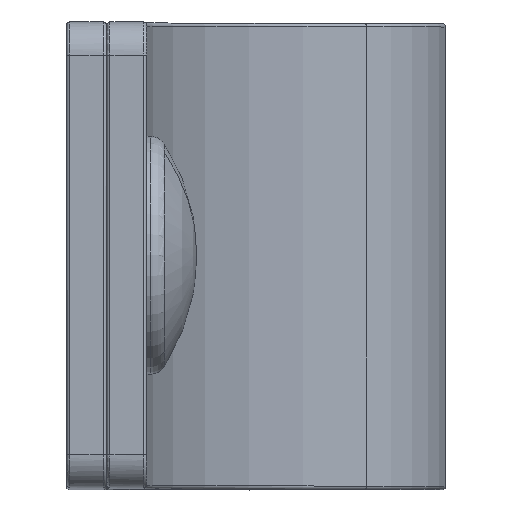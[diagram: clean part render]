
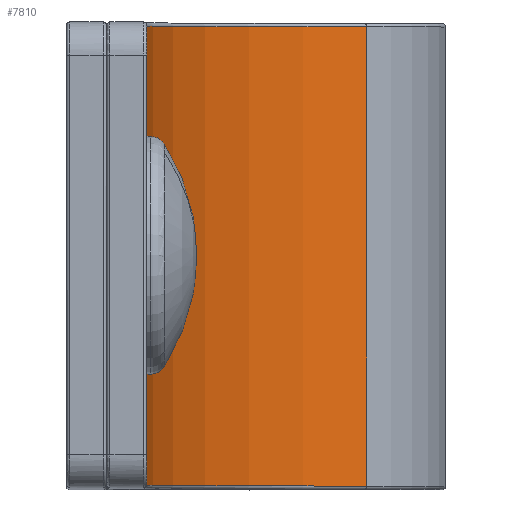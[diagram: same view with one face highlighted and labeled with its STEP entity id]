
A CAD part, top view. The second image highlights one B-rep face of the part: STEP entity #7810.
In plain terms, the highlighted cylindrical face has radius 31.596 mm (diameter 63.193 mm), a partial arc.
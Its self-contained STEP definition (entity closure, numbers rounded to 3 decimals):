
#7270=CARTESIAN_POINT('',(17.633,-13.8,20.273));
#7280=VERTEX_POINT('',#7270);
#7310=CARTESIAN_POINT('',(17.633,-14.,20.273));
#7320=DIRECTION('',(0.,1.,0.));
#7330=VECTOR('',#7320,1.);
#7340=LINE('',#7310,#7330);
#7350=CARTESIAN_POINT('',(17.633,13.8,20.273));
#7360=VERTEX_POINT('',#7350);
#7370=EDGE_CURVE('',#7280,#7360,#7340,.T.);
#7490=CARTESIAN_POINT('',(36.007,-14.,45.978));
#7500=DIRECTION('',(0.,1.,0.));
#7510=DIRECTION('',(0.,0.,1.));
#7520=AXIS2_PLACEMENT_3D('',#7490,#7500,#7510);
#7530=CYLINDRICAL_SURFACE('',#7520,31.596);
#7540=ORIENTED_EDGE('',*,*,#7370,.T.);
#7550=CARTESIAN_POINT('',(36.007,-13.8,45.978));
#7560=DIRECTION('',(-0.,-1.,-0.));
#7570=DIRECTION('',(1.,0.,0.));
#7580=AXIS2_PLACEMENT_3D('',#7550,#7560,#7570);
#7590=CIRCLE('',#7580,31.596);
#7600=CARTESIAN_POINT('',(4.411,-13.8,45.979));
#7610=VERTEX_POINT('',#7600);
#7620=EDGE_CURVE('',#7610,#7280,#7590,.T.);
#7630=ORIENTED_EDGE('',*,*,#7620,.T.);
#7640=CARTESIAN_POINT('',(4.411,-14.,45.979));
#7650=DIRECTION('',(0.,1.,0.));
#7660=VECTOR('',#7650,1.);
#7670=LINE('',#7640,#7660);
#7680=CARTESIAN_POINT('',(4.411,13.8,45.979));
#7690=VERTEX_POINT('',#7680);
#7700=EDGE_CURVE('',#7610,#7690,#7670,.T.);
#7710=ORIENTED_EDGE('',*,*,#7700,.F.);
#7720=CARTESIAN_POINT('',(36.007,13.8,45.978));
#7730=DIRECTION('',(-0.,-1.,-0.));
#7740=DIRECTION('',(1.,0.,0.));
#7750=AXIS2_PLACEMENT_3D('',#7720,#7730,#7740);
#7760=CIRCLE('',#7750,31.596);
#7770=EDGE_CURVE('',#7690,#7360,#7760,.T.);
#7780=ORIENTED_EDGE('',*,*,#7770,.F.);
#7790=EDGE_LOOP('',(#7780,#7710,#7630,#7540));
#7800=FACE_OUTER_BOUND('',#7790,.T.);
#7810=ADVANCED_FACE('',(#7800),#7530,.F.);
